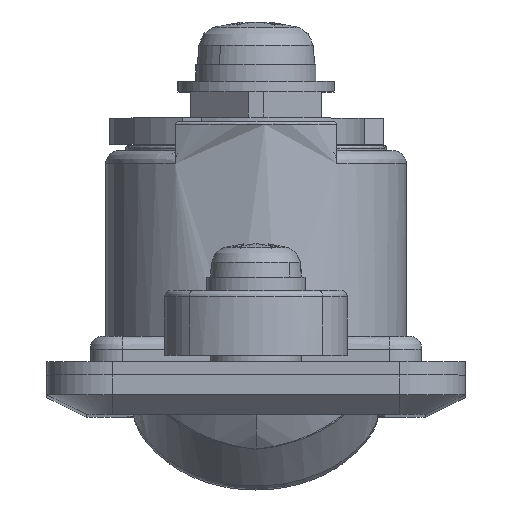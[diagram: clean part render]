
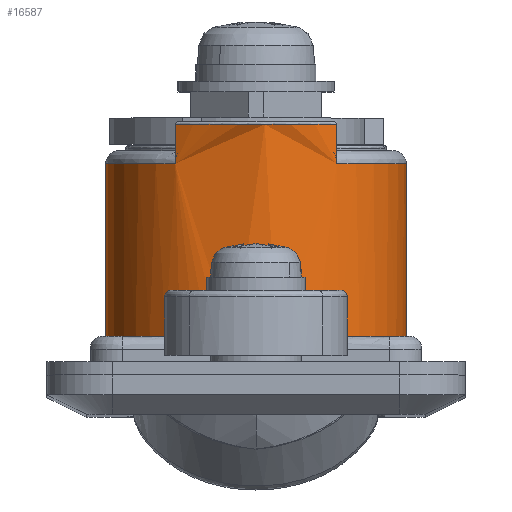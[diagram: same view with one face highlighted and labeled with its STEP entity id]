
A CAD part, top view. The second image highlights one B-rep face of the part: STEP entity #16587.
In plain terms, the highlighted free-form (B-spline) face has degree [1, 2] with [2, 5] control points.
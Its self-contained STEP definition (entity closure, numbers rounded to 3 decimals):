
#14096=CARTESIAN_POINT('',(3.0,4.69,11.5));
#14097=VERTEX_POINT('',#14096);
#14098=CARTESIAN_POINT('',(2.0,0.0,12.5));
#14099=VERTEX_POINT('',#14098);
#14100=CARTESIAN_POINT('',(3.0,4.69,11.5));
#14101=CARTESIAN_POINT('',(3.0,4.5,11.585));
#14102=CARTESIAN_POINT('',(2.989,4.31,11.664));
#14103=CARTESIAN_POINT('',(2.953,3.926,11.811));
#14104=CARTESIAN_POINT('',(2.928,3.734,11.879));
#14105=CARTESIAN_POINT('',(2.866,3.346,12.004));
#14106=CARTESIAN_POINT('',(2.83,3.152,12.062));
#14107=CARTESIAN_POINT('',(2.769,2.857,12.14));
#14108=CARTESIAN_POINT('',(2.748,2.759,12.165));
#14109=CARTESIAN_POINT('',(2.704,2.562,12.211));
#14110=CARTESIAN_POINT('',(2.681,2.464,12.233));
#14111=CARTESIAN_POINT('',(2.562,1.973,12.337));
#14112=CARTESIAN_POINT('',(2.456,1.58,12.398));
#14113=CARTESIAN_POINT('',(2.289,0.989,12.459));
#14114=CARTESIAN_POINT('',(2.232,0.792,12.474));
#14115=CARTESIAN_POINT('',(2.146,0.495,12.49));
#14116=CARTESIAN_POINT('',(2.102,0.347,12.496));
#14117=CARTESIAN_POINT('',(2.058,0.198,12.498));
#14118=CARTESIAN_POINT('',(2.029,0.099,12.5));
#14119=CARTESIAN_POINT('',(2.015,0.049,12.5));
#14120=CARTESIAN_POINT('',(2.0,0.0,12.5));
#14121=B_SPLINE_CURVE_WITH_KNOTS('',3,(#14100,#14101,#14102,#14103,#14104,#14105,#14106,#14107,#14108,#14109,#14110,#14111,#14112,#14113,#14114,#14115,#14116,#14117,#14118,#14119,#14120),.UNSPECIFIED.,.F.,.U.,(4,2,2,2,2,2,2,2,1,2,4),(0.0,0.125,0.25,0.375,0.437,0.5,0.75,0.875,0.938,0.969,1.0),.UNSPECIFIED.);
#14122=EDGE_CURVE('',#14097,#14099,#14121,.T.);
#14152=CARTESIAN_POINT('',(3.0,-4.69,11.5));
#14153=VERTEX_POINT('',#14152);
#14154=CARTESIAN_POINT('',(2.0,0.0,12.5));
#14155=CARTESIAN_POINT('',(2.015,-0.049,12.5));
#14156=CARTESIAN_POINT('',(2.029,-0.099,12.5));
#14157=CARTESIAN_POINT('',(2.058,-0.198,12.498));
#14158=CARTESIAN_POINT('',(2.102,-0.347,12.496));
#14159=CARTESIAN_POINT('',(2.146,-0.495,12.49));
#14160=CARTESIAN_POINT('',(2.232,-0.792,12.474));
#14161=CARTESIAN_POINT('',(2.289,-0.989,12.459));
#14162=CARTESIAN_POINT('',(2.456,-1.58,12.398));
#14163=CARTESIAN_POINT('',(2.562,-1.973,12.337));
#14164=CARTESIAN_POINT('',(2.681,-2.464,12.233));
#14165=CARTESIAN_POINT('',(2.704,-2.562,12.211));
#14166=CARTESIAN_POINT('',(2.748,-2.759,12.165));
#14167=CARTESIAN_POINT('',(2.769,-2.857,12.14));
#14168=CARTESIAN_POINT('',(2.83,-3.152,12.062));
#14169=CARTESIAN_POINT('',(2.866,-3.346,12.004));
#14170=CARTESIAN_POINT('',(2.928,-3.734,11.879));
#14171=CARTESIAN_POINT('',(2.953,-3.926,11.811));
#14172=CARTESIAN_POINT('',(2.989,-4.31,11.664));
#14173=CARTESIAN_POINT('',(3.0,-4.5,11.585));
#14174=CARTESIAN_POINT('',(3.0,-4.69,11.5));
#14175=B_SPLINE_CURVE_WITH_KNOTS('',3,(#14154,#14155,#14156,#14157,#14158,#14159,#14160,#14161,#14162,#14163,#14164,#14165,#14166,#14167,#14168,#14169,#14170,#14171,#14172,#14173,#14174),.UNSPECIFIED.,.F.,.U.,(4,2,1,2,2,2,2,2,2,2,4),(0.0,0.031,0.063,0.125,0.25,0.5,0.563,0.625,0.75,0.875,1.0),.UNSPECIFIED.);
#14176=EDGE_CURVE('',#14099,#14153,#14175,.T.);
#15805=CARTESIAN_POINT('',(16.2,11.5,1.0));
#15806=VERTEX_POINT('',#15805);
#15820=CARTESIAN_POINT('',(16.2,6.178,10.7));
#15821=VERTEX_POINT('',#15820);
#15822=CARTESIAN_POINT('',(16.2,6.178,10.7));
#15823=CARTESIAN_POINT('',(16.2,11.5,7.31));
#15824=CARTESIAN_POINT('',(16.2,11.5,1.0));
#15832=(BOUNDED_CURVE()B_SPLINE_CURVE(2,(#15822,#15823,#15824),.UNSPECIFIED.,.F.,.U.)CURVE()GEOMETRIC_REPRESENTATION_ITEM()QUASI_UNIFORM_CURVE()RATIONAL_B_SPLINE_CURVE((1.0,0.877,1.0))REPRESENTATION_ITEM(''));
#15833=EDGE_CURVE('',#15821,#15806,#15832,.T.);
#16014=CARTESIAN_POINT('',(16.2,-11.5,1.0));
#16015=VERTEX_POINT('',#16014);
#16060=CARTESIAN_POINT('',(16.2,-6.178,10.7));
#16061=VERTEX_POINT('',#16060);
#16092=CARTESIAN_POINT('',(16.2,-11.5,1.0));
#16093=CARTESIAN_POINT('',(16.2,-11.5,7.31));
#16094=CARTESIAN_POINT('',(16.2,-6.178,10.7));
#16102=(BOUNDED_CURVE()B_SPLINE_CURVE(2,(#16092,#16093,#16094),.UNSPECIFIED.,.F.,.U.)CURVE()GEOMETRIC_REPRESENTATION_ITEM()QUASI_UNIFORM_CURVE()RATIONAL_B_SPLINE_CURVE((1.0,0.877,1.0))REPRESENTATION_ITEM(''));
#16103=EDGE_CURVE('',#16015,#16061,#16102,.T.);
#16188=CARTESIAN_POINT('',(3.0,-11.5,1.0));
#16189=VERTEX_POINT('',#16188);
#16190=CARTESIAN_POINT('',(16.2,-11.5,1.0));
#16191=CARTESIAN_POINT('',(3.0,-11.5,1.0));
#16192=QUASI_UNIFORM_CURVE('',1,(#16190,#16191),.UNSPECIFIED.,.F.,.U.);
#16193=EDGE_CURVE('',#16015,#16189,#16192,.T.);
#16346=CARTESIAN_POINT('',(3.0,11.5,1.0));
#16347=VERTEX_POINT('',#16346);
#16348=CARTESIAN_POINT('',(16.2,11.5,1.0));
#16349=CARTESIAN_POINT('',(3.0,11.5,1.0));
#16350=QUASI_UNIFORM_CURVE('',1,(#16348,#16349),.UNSPECIFIED.,.F.,.U.);
#16351=EDGE_CURVE('',#15806,#16347,#16350,.T.);
#16508=CARTESIAN_POINT('',(19.63,11.5,0.9));
#16509=CARTESIAN_POINT('',(1.559,11.5,0.9));
#16510=CARTESIAN_POINT('',(19.63,11.603,12.808));
#16511=CARTESIAN_POINT('',(1.559,11.603,12.808));
#16512=CARTESIAN_POINT('',(19.63,-0.301,12.496));
#16513=CARTESIAN_POINT('',(1.559,-0.301,12.496));
#16514=CARTESIAN_POINT('',(19.63,-12.206,12.184));
#16515=CARTESIAN_POINT('',(1.559,-12.206,12.184));
#16516=CARTESIAN_POINT('',(19.63,-11.479,0.298));
#16517=CARTESIAN_POINT('',(1.559,-11.479,0.298));
#16525=(BOUNDED_SURFACE()B_SPLINE_SURFACE(1,2,((#16508,#16510,#16512,#16514,#16516),(#16509,#16511,#16513,#16515,#16517)),.UNSPECIFIED.,.F.,.F.,.U.)B_SPLINE_SURFACE_WITH_KNOTS((2,2),(3,2,3),(0.0,18.071),(0.0,19.526,39.052),.UNSPECIFIED.)GEOMETRIC_REPRESENTATION_ITEM()RATIONAL_B_SPLINE_SURFACE(((1.0,0.695,1.0,0.695,1.0),(1.0,0.695,1.0,0.695,1.0)))REPRESENTATION_ITEM('')SURFACE());
#16526=CARTESIAN_POINT('',(19.2,6.178,10.7));
#16527=VERTEX_POINT('',#16526);
#16528=CARTESIAN_POINT('',(19.2,6.178,10.7));
#16529=CARTESIAN_POINT('',(16.2,6.178,10.7));
#16530=QUASI_UNIFORM_CURVE('',1,(#16528,#16529),.UNSPECIFIED.,.F.,.U.);
#16531=EDGE_CURVE('',#16527,#15821,#16530,.T.);
#16532=ORIENTED_EDGE('',*,*,#16531,.T.);
#16533=ORIENTED_EDGE('',*,*,#15833,.T.);
#16534=ORIENTED_EDGE('',*,*,#16351,.T.);
#16535=CARTESIAN_POINT('',(3.0,11.5,1.0));
#16536=CARTESIAN_POINT('',(3.0,11.5,8.458));
#16537=CARTESIAN_POINT('',(3.0,4.69,11.5));
#16545=(BOUNDED_CURVE()B_SPLINE_CURVE(2,(#16535,#16536,#16537),.UNSPECIFIED.,.F.,.U.)CURVE()GEOMETRIC_REPRESENTATION_ITEM()QUASI_UNIFORM_CURVE()RATIONAL_B_SPLINE_CURVE((1.0,0.839,1.0))REPRESENTATION_ITEM(''));
#16546=EDGE_CURVE('',#16347,#14097,#16545,.T.);
#16547=ORIENTED_EDGE('',*,*,#16546,.T.);
#16548=ORIENTED_EDGE('',*,*,#14122,.T.);
#16549=ORIENTED_EDGE('',*,*,#14176,.T.);
#16550=CARTESIAN_POINT('',(3.0,-4.69,11.5));
#16551=CARTESIAN_POINT('',(3.,-11.5,8.458));
#16552=CARTESIAN_POINT('',(3.0,-11.5,1.0));
#16560=(BOUNDED_CURVE()B_SPLINE_CURVE(2,(#16550,#16551,#16552),.UNSPECIFIED.,.F.,.U.)CURVE()GEOMETRIC_REPRESENTATION_ITEM()QUASI_UNIFORM_CURVE()RATIONAL_B_SPLINE_CURVE((1.0,0.839,1.0))REPRESENTATION_ITEM(''));
#16561=EDGE_CURVE('',#14153,#16189,#16560,.T.);
#16562=ORIENTED_EDGE('',*,*,#16561,.T.);
#16563=ORIENTED_EDGE('',*,*,#16193,.F.);
#16564=ORIENTED_EDGE('',*,*,#16103,.T.);
#16565=CARTESIAN_POINT('',(19.2,-6.178,10.7));
#16566=VERTEX_POINT('',#16565);
#16567=CARTESIAN_POINT('',(19.2,-6.178,10.7));
#16568=CARTESIAN_POINT('',(16.2,-6.178,10.7));
#16569=QUASI_UNIFORM_CURVE('',1,(#16567,#16568),.UNSPECIFIED.,.F.,.U.);
#16570=EDGE_CURVE('',#16566,#16061,#16569,.T.);
#16571=ORIENTED_EDGE('',*,*,#16570,.F.);
#16572=CARTESIAN_POINT('',(19.2,-6.178,10.7));
#16573=CARTESIAN_POINT('',(19.2,0.,14.634));
#16574=CARTESIAN_POINT('',(19.2,6.178,10.7));
#16582=(BOUNDED_CURVE()B_SPLINE_CURVE(2,(#16572,#16573,#16574),.UNSPECIFIED.,.F.,.U.)CURVE()GEOMETRIC_REPRESENTATION_ITEM()QUASI_UNIFORM_CURVE()RATIONAL_B_SPLINE_CURVE((1.0,0.843,1.0))REPRESENTATION_ITEM(''));
#16583=EDGE_CURVE('',#16566,#16527,#16582,.T.);
#16584=ORIENTED_EDGE('',*,*,#16583,.T.);
#16585=EDGE_LOOP('',(#16532,#16533,#16534,#16547,#16548,#16549,#16562,#16563,#16564,#16571,#16584));
#16586=FACE_OUTER_BOUND('',#16585,.T.);
#16587=ADVANCED_FACE('',(#16586),#16525,.T.);
